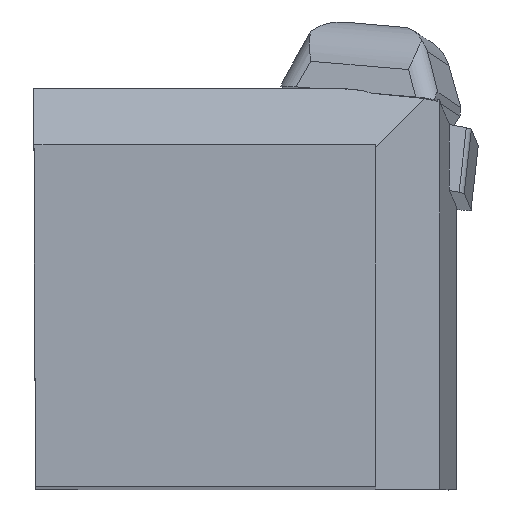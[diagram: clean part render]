
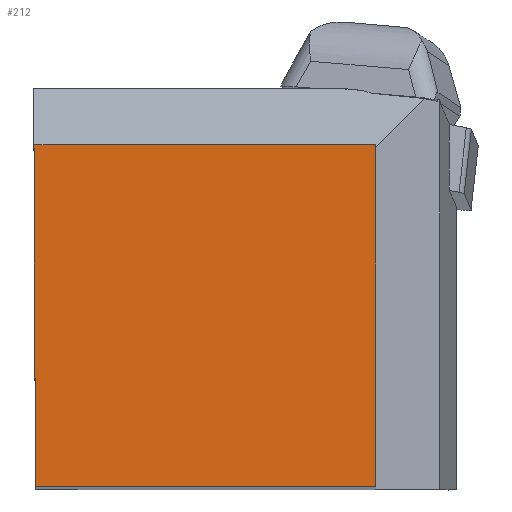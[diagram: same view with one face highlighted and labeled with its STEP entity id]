
A CAD part, top view. The second image highlights one B-rep face of the part: STEP entity #212.
In plain terms, the highlighted planar face has unit normal (0, 0, 1).
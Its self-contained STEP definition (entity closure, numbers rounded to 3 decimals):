
#147=FACE_OUTER_BOUND('',#613,.T.);
#212=ADVANCED_FACE('BLANK_BOXF006',(#147),#271,.F.);
#271=PLANE('',#1450);
#360=LINE('',#2098,#497);
#364=LINE('',#2106,#501);
#374=LINE('',#2126,#511);
#375=LINE('',#2128,#512);
#497=VECTOR('',#1660,1.);
#501=VECTOR('',#1666,1.);
#511=VECTOR('',#1684,1.);
#512=VECTOR('',#1685,1.);
#613=EDGE_LOOP('',(#792,#793,#794,#795));
#792=ORIENTED_EDGE('',*,*,#1225,.T.);
#793=ORIENTED_EDGE('',*,*,#1226,.T.);
#794=ORIENTED_EDGE('',*,*,#1210,.T.);
#795=ORIENTED_EDGE('',*,*,#1214,.T.);
#1074=VERTEX_POINT('',#2097);
#1075=VERTEX_POINT('',#2099);
#1077=VERTEX_POINT('',#2105);
#1084=VERTEX_POINT('',#2127);
#1210=EDGE_CURVE('',#1075,#1074,#360,.T.);
#1214=EDGE_CURVE('',#1074,#1077,#364,.T.);
#1225=EDGE_CURVE('',#1077,#1084,#374,.T.);
#1226=EDGE_CURVE('',#1084,#1075,#375,.T.);
#1450=AXIS2_PLACEMENT_3D('',#2129,#1686,#1687);
#1660=DIRECTION('',(0.004,-1.,0.));
#1666=DIRECTION('',(1.,0.,0.));
#1684=DIRECTION('',(0.,1.,0.));
#1685=DIRECTION('',(-1.,0.,0.));
#1686=DIRECTION('',(0.,0.,-1.));
#1687=DIRECTION('',(1.,0.,0.));
#2097=CARTESIAN_POINT('',(0.109,0.,0.));
#2098=CARTESIAN_POINT('',(-0.6,162.348,0.));
#2099=CARTESIAN_POINT('',(0.,24.875,0.));
#2105=CARTESIAN_POINT('',(24.875,0.,0.));
#2106=CARTESIAN_POINT('',(-162.35,0.,0.));
#2126=CARTESIAN_POINT('',(24.875,-162.35,0.));
#2127=CARTESIAN_POINT('',(24.875,24.875,0.));
#2128=CARTESIAN_POINT('',(162.35,24.875,0.));
#2129=CARTESIAN_POINT('',(43.35,-5.,0.));
